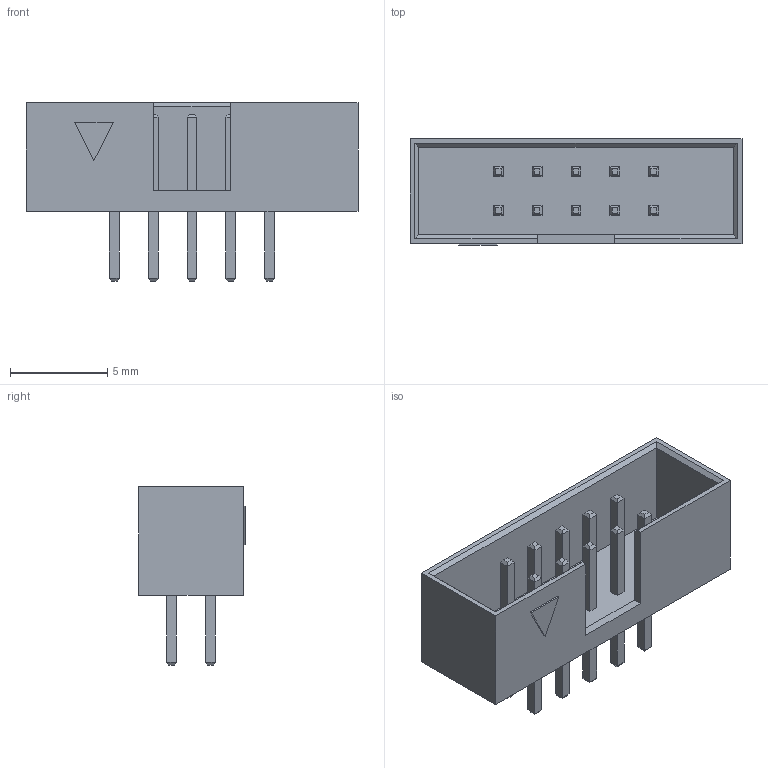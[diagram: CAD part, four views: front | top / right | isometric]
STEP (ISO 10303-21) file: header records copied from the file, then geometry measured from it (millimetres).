
FILE_DESCRIPTION (( 'STEP AP214' ), '1' );
FILE_NAME ('User Library-IDC2-10.STEP', '2014-03-04T14:42:44', ( 'Windows User' ), ( '' ), 'SwSTEP 2.0', 'SolidWorks 2014', '' );
FILE_SCHEMA (( 'AUTOMOTIVE_DESIGN' ));
Length unit declared in the file: millimetre
Products named in the file (1): User Library-IDC2-10
Bounding box: 17.1 x 5.5 x 9.2 mm (x, y, z)
Volume: 191.8 mm3; surface area: 739.9 mm2
Topology: 1 solids, 1 shells, 203 faces, 456 edges, 276 vertices
Faces by surface type: plane 203
Entity records: 7685 total; most frequent: CARTESIAN_POINT 936, ORIENTED_EDGE 912, DIRECTION 864, EDGE_CURVE 456, LINE 456, VECTOR 456, VERTEX_POINT 276, EDGE_LOOP 224
